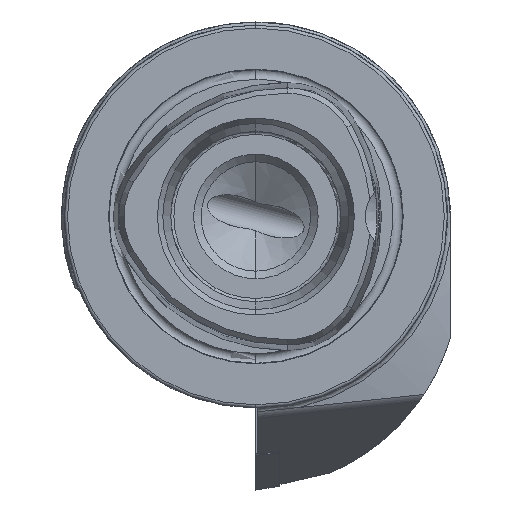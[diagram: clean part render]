
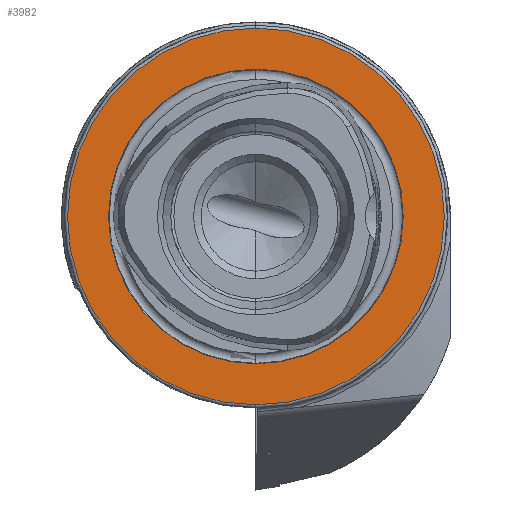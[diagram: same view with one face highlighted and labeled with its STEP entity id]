
A CAD part, left-side view. The second image highlights one B-rep face of the part: STEP entity #3982.
In plain terms, the highlighted planar face has unit normal (-1, 0, 0).
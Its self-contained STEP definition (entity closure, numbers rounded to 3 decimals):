
#105 = AXIS2_PLACEMENT_3D ( 'NONE', #11458, #8562, #3614 ) ;
#869 = CARTESIAN_POINT ( 'NONE',  ( 0., 24.25, 0. ) ) ;
#1902 = CARTESIAN_POINT ( 'NONE',  ( 0., 0., 0. ) ) ;
#1921 = DIRECTION ( 'NONE',  ( 0., 0., 1. ) ) ;
#2145 = VERTEX_POINT ( 'NONE', #4738 ) ;
#2442 = DIRECTION ( 'NONE',  ( -1., 0., 0. ) ) ;
#2898 = DIRECTION ( 'NONE',  ( 1., 0., 0. ) ) ;
#3116 = VERTEX_POINT ( 'NONE', #3249 ) ;
#3210 = ORIENTED_EDGE ( 'NONE', *, *, #12729, .F. ) ;
#3249 = CARTESIAN_POINT ( 'NONE',  ( 0., 0., -24.25 ) ) ;
#3276 = EDGE_CURVE ( 'NONE', #3116, #8186, #10421, .T. ) ;
#3518 = ORIENTED_EDGE ( 'NONE', *, *, #6635, .T. ) ;
#3614 = DIRECTION ( 'NONE',  ( 0., 0., 1. ) ) ;
#3807 = EDGE_LOOP ( 'NONE', ( #3210, #5973 ) ) ;
#3982 = ADVANCED_FACE ( 'NONE', ( #11091, #4587 ), #10679, .F. ) ;
#4205 = ORIENTED_EDGE ( 'NONE', *, *, #7041, .T. ) ;
#4587 = FACE_OUTER_BOUND ( 'NONE', #10926, .T. ) ;
#4738 = CARTESIAN_POINT ( 'NONE',  ( 0., 0., -31. ) ) ;
#4740 = CIRCLE ( 'NONE', #105, 31. ) ;
#4757 = CIRCLE ( 'NONE', #10332, 31. ) ;
#5973 = ORIENTED_EDGE ( 'NONE', *, *, #3276, .F. ) ;
#6635 = EDGE_CURVE ( 'NONE', #11785, #2145, #4757, .T. ) ;
#7041 = EDGE_CURVE ( 'NONE', #2145, #11785, #4740, .T. ) ;
#7591 = AXIS2_PLACEMENT_3D ( 'NONE', #869, #2898, #7782 ) ;
#7782 = DIRECTION ( 'NONE',  ( 0., 0., -1. ) ) ;
#7912 = DIRECTION ( 'NONE',  ( -1., 0., 0. ) ) ;
#8186 = VERTEX_POINT ( 'NONE', #9567 ) ;
#8562 = DIRECTION ( 'NONE',  ( -1., 0., 0. ) ) ;
#8801 = DIRECTION ( 'NONE',  ( -1., 0., 0. ) ) ;
#9271 = DIRECTION ( 'NONE',  ( 0., 0., 1. ) ) ;
#9567 = CARTESIAN_POINT ( 'NONE',  ( 0., 0., 24.25 ) ) ;
#9773 = AXIS2_PLACEMENT_3D ( 'NONE', #10951, #7912, #1921 ) ;
#9907 = CARTESIAN_POINT ( 'NONE',  ( 0., 0., 31. ) ) ;
#10294 = CARTESIAN_POINT ( 'NONE',  ( 0., 0., 0. ) ) ;
#10332 = AXIS2_PLACEMENT_3D ( 'NONE', #1902, #8801, #10700 ) ;
#10421 = CIRCLE ( 'NONE', #11839, 24.25 ) ;
#10679 = PLANE ( 'NONE',  #7591 ) ;
#10700 = DIRECTION ( 'NONE',  ( 0., 0., 1. ) ) ;
#10916 = CIRCLE ( 'NONE', #9773, 24.25 ) ;
#10926 = EDGE_LOOP ( 'NONE', ( #3518, #4205 ) ) ;
#10951 = CARTESIAN_POINT ( 'NONE',  ( 0., 0., 0. ) ) ;
#11091 = FACE_BOUND ( 'NONE', #3807, .T. ) ;
#11458 = CARTESIAN_POINT ( 'NONE',  ( 0., 0., 0. ) ) ;
#11785 = VERTEX_POINT ( 'NONE', #9907 ) ;
#11839 = AXIS2_PLACEMENT_3D ( 'NONE', #10294, #2442, #9271 ) ;
#12729 = EDGE_CURVE ( 'NONE', #8186, #3116, #10916, .T. ) ;
